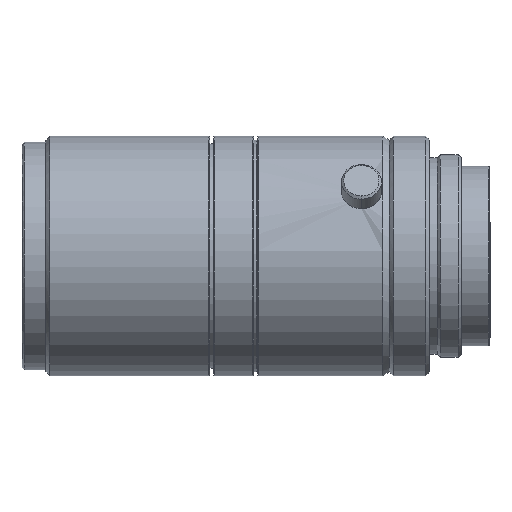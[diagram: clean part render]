
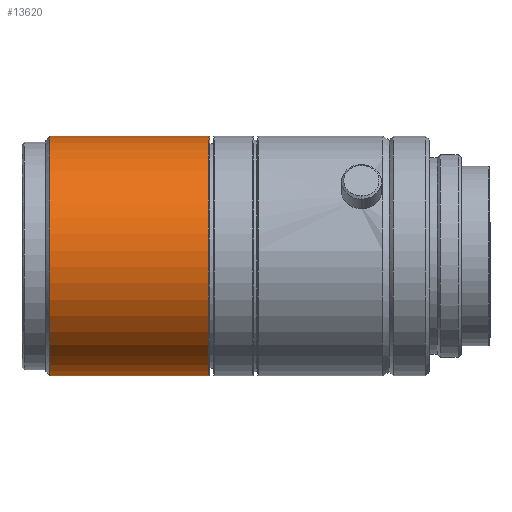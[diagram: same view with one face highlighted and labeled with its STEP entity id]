
A CAD part, top view. The second image highlights one B-rep face of the part: STEP entity #13620.
In plain terms, the highlighted free-form (B-spline) face has degree [2, 1] with [9, 2] control points.
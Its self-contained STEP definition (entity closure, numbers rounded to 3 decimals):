
#12740 = CARTESIAN_POINT ('', (-65.026, -15., 0.));
#12750 = VERTEX_POINT ('', #12740);
#12810 = CARTESIAN_POINT ('', (-65.026, 15., 0.));
#12820 = VERTEX_POINT ('', #12810);
#12830 = CARTESIAN_POINT ('', (-65.026, 15., 0.));
#12840 = CARTESIAN_POINT ('', (-65.026, 15., 15.));
#12850 = CARTESIAN_POINT ('', (-65.026, 0., 15.));
#12860 = CARTESIAN_POINT ('', (-65.026, -15., 15.));
#12870 = CARTESIAN_POINT ('', (-65.026, -15., 0.));
#12880 = (
   BOUNDED_CURVE ()
   B_SPLINE_CURVE (2, (#12830, #12840, #12850, #12860, #12870), .UNSPECIFIED., .F., .U.)
   B_SPLINE_CURVE_WITH_KNOTS ((3, 2, 3), (0., 90., 180.), .UNSPECIFIED.)
   CURVE ()
   GEOMETRIC_REPRESENTATION_ITEM ()
   RATIONAL_B_SPLINE_CURVE ((1., 0.707, 1., 0.707, 1.))
   REPRESENTATION_ITEM ('')
);
#12890 = EDGE_CURVE ('', #12820, #12750, #12880, .T.);
#13180 = ORIENTED_EDGE ('', *, *, #12890, .T.);
#13190 = CARTESIAN_POINT ('', (-45.126, -15., 0.));
#13200 = VERTEX_POINT ('', #13190);
#13210 = CARTESIAN_POINT ('', (-65.026, -15., 0.));
#13220 = CARTESIAN_POINT ('', (-45.126, -15., 0.));
#13230 = B_SPLINE_CURVE_WITH_KNOTS ('', 1, (#13210, #13220), .UNSPECIFIED., .F., .U., (2, 2), (0., 1.), .UNSPECIFIED.);
#13240 = EDGE_CURVE ('', #12750, #13200, #13230, .T.);
#13250 = ORIENTED_EDGE ('', *, *, #13240, .T.);
#13260 = CARTESIAN_POINT ('', (-45.126, 15., 0.));
#13270 = VERTEX_POINT ('', #13260);
#13280 = CARTESIAN_POINT ('', (-45.126, 15., 0.));
#13290 = CARTESIAN_POINT ('', (-45.126, 15., 15.));
#13300 = CARTESIAN_POINT ('', (-45.126, 0., 15.));
#13310 = CARTESIAN_POINT ('', (-45.126, -15., 15.));
#13320 = CARTESIAN_POINT ('', (-45.126, -15., 0.));
#13330 = (
   BOUNDED_CURVE ()
   B_SPLINE_CURVE (2, (#13280, #13290, #13300, #13310, #13320), .UNSPECIFIED., .F., .U.)
   B_SPLINE_CURVE_WITH_KNOTS ((3, 2, 3), (0., 90., 180.), .UNSPECIFIED.)
   CURVE ()
   GEOMETRIC_REPRESENTATION_ITEM ()
   RATIONAL_B_SPLINE_CURVE ((1., 0.707, 1., 0.707, 1.))
   REPRESENTATION_ITEM ('')
);
#13340 = EDGE_CURVE ('', #13270, #13200, #13330, .T.);
#13350 = ORIENTED_EDGE ('', *, *, #13340, .F.);
#13360 = CARTESIAN_POINT ('', (-65.026, 15., 0.));
#13370 = CARTESIAN_POINT ('', (-45.126, 15., 0.));
#13380 = B_SPLINE_CURVE_WITH_KNOTS ('', 1, (#13360, #13370), .UNSPECIFIED., .F., .U., (2, 2), (0., 1.), .UNSPECIFIED.);
#13390 = EDGE_CURVE ('', #12820, #13270, #13380, .T.);
#13400 = ORIENTED_EDGE ('', *, *, #13390, .F.);
#13410 = EDGE_LOOP ('', (#13180, #13250, #13350, #13400));
#13420 = FACE_OUTER_BOUND ('', #13410, .T.);
#13430 = CARTESIAN_POINT ('', (-67.017, 15., 0.));
#13440 = CARTESIAN_POINT ('', (-43.135, 15., 0.));
#13450 = CARTESIAN_POINT ('', (-67.017, 15., 15.));
#13460 = CARTESIAN_POINT ('', (-43.135, 15., 15.));
#13470 = CARTESIAN_POINT ('', (-67.017, 0., 15.));
#13480 = CARTESIAN_POINT ('', (-43.135, 0., 15.));
#13490 = CARTESIAN_POINT ('', (-67.017, -15., 15.));
#13500 = CARTESIAN_POINT ('', (-43.135, -15., 15.));
#13510 = CARTESIAN_POINT ('', (-67.017, -15., 0.));
#13520 = CARTESIAN_POINT ('', (-43.135, -15., 0.));
#13530 = CARTESIAN_POINT ('', (-67.017, -15., -15.));
#13540 = CARTESIAN_POINT ('', (-43.135, -15., -15.));
#13550 = CARTESIAN_POINT ('', (-67.017, 0., -15.));
#13560 = CARTESIAN_POINT ('', (-43.135, 0., -15.));
#13570 = CARTESIAN_POINT ('', (-67.017, 15., -15.));
#13580 = CARTESIAN_POINT ('', (-43.135, 15., -15.));
#13590 = CARTESIAN_POINT ('', (-67.017, 15., 0.));
#13600 = CARTESIAN_POINT ('', (-43.135, 15., 0.));
#13610 = (
   BOUNDED_SURFACE ()
   B_SPLINE_SURFACE (2, 1, ((#13430, #13440), (#13450, #13460), (#13470, #13480), (#13490, #13500), (#13510, #13520), (#13530, #13540), (#13550, #13560), (#13570, #13580), (#13590, #13600)), .UNSPECIFIED., .T., .F., .U.)
   B_SPLINE_SURFACE_WITH_KNOTS ((3, 2, 2, 2, 3), (2, 2), (0., 0.25, 0.5, 0.75, 1.), (0., 1.), .UNSPECIFIED.)
   SURFACE ()
   GEOMETRIC_REPRESENTATION_ITEM ()
   RATIONAL_B_SPLINE_SURFACE (((1., 1.), (0.707, 0.707), (1., 1.), (0.707, 0.707), (1., 1.), (0.707, 0.707), (1., 1.), (0.707, 0.707), (1., 1.)))
   REPRESENTATION_ITEM ('')
);
#13620 = ADVANCED_FACE ('', (#13420), #13610, .T.);
